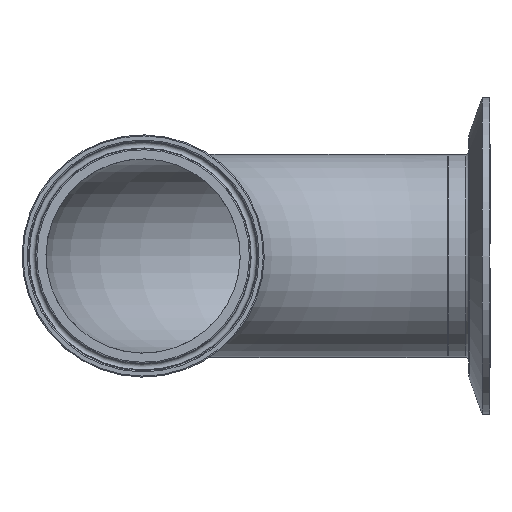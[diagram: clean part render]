
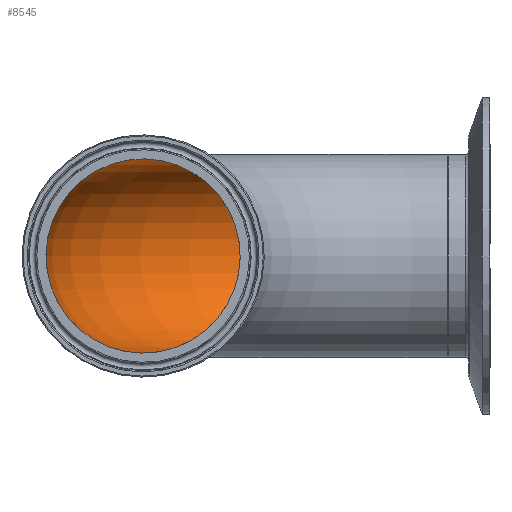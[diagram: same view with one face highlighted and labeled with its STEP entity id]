
A CAD part, front view. The second image highlights one B-rep face of the part: STEP entity #8545.
In plain terms, the highlighted toroidal (fillet/blend) face has major radius 114.3 mm and minor radius 36.449 mm.
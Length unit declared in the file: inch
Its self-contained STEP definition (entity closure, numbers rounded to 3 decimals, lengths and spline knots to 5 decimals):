
#137=CIRCLE('',#8946,1.435);
#138=CIRCLE('',#8947,1.435);
#139=CIRCLE('',#8948,3.065);
#140=CIRCLE('',#8949,1.435);
#141=CIRCLE('',#8950,1.435);
#1867=FACE_OUTER_BOUND('',#2382,.T.);
#2382=EDGE_LOOP('',(#7959,#7960,#7961,#7962,#7963,#7964));
#4054=VERTEX_POINT('',#19504);
#4055=VERTEX_POINT('',#19505);
#4056=VERTEX_POINT('',#19508);
#4057=VERTEX_POINT('',#19510);
#5360=EDGE_CURVE('',#4054,#4055,#137,.T.);
#5361=EDGE_CURVE('',#4055,#4054,#138,.T.);
#5362=EDGE_CURVE('',#4055,#4056,#139,.T.);
#5363=EDGE_CURVE('',#4057,#4056,#140,.T.);
#5364=EDGE_CURVE('',#4056,#4057,#141,.T.);
#7959=ORIENTED_EDGE('',*,*,#5360,.F.);
#7960=ORIENTED_EDGE('',*,*,#5361,.F.);
#7961=ORIENTED_EDGE('',*,*,#5362,.T.);
#7962=ORIENTED_EDGE('',*,*,#5363,.F.);
#7963=ORIENTED_EDGE('',*,*,#5364,.F.);
#7964=ORIENTED_EDGE('',*,*,#5362,.F.);
#8033=TOROIDAL_SURFACE('',#8945,4.5,1.435);
#8545=ADVANCED_FACE('',(#1867),#8033,.F.);
#8945=AXIS2_PLACEMENT_3D('',#19503,#10113,#10114);
#8946=AXIS2_PLACEMENT_3D('',#19506,#10115,#10116);
#8947=AXIS2_PLACEMENT_3D('',#19507,#10117,#10118);
#8948=AXIS2_PLACEMENT_3D('',#19509,#10119,#10120);
#8949=AXIS2_PLACEMENT_3D('',#19511,#10121,#10122);
#8950=AXIS2_PLACEMENT_3D('',#19512,#10123,#10124);
#10113=DIRECTION('center_axis',(0.,0.,-1.));
#10114=DIRECTION('ref_axis',(-1.,0.,0.));
#10115=DIRECTION('center_axis',(0.,1.,0.));
#10116=DIRECTION('ref_axis',(-1.,0.,0.));
#10117=DIRECTION('center_axis',(0.,1.,0.));
#10118=DIRECTION('ref_axis',(-1.,0.,0.));
#10119=DIRECTION('center_axis',(0.,0.,-1.));
#10120=DIRECTION('ref_axis',(-1.,0.,0.));
#10121=DIRECTION('center_axis',(-1.,0.,0.));
#10122=DIRECTION('ref_axis',(0.,1.,0.));
#10123=DIRECTION('center_axis',(-1.,0.,0.));
#10124=DIRECTION('ref_axis',(0.,1.,0.));
#19503=CARTESIAN_POINT('Origin',(4.5,0.,0.));
#19504=CARTESIAN_POINT('',(-1.435,0.,0.));
#19505=CARTESIAN_POINT('',(1.435,0.,0.));
#19506=CARTESIAN_POINT('Origin',(0.,0.,0.));
#19507=CARTESIAN_POINT('Origin',(0.,0.,0.));
#19508=CARTESIAN_POINT('',(4.5,3.065,0.));
#19509=CARTESIAN_POINT('Origin',(4.5,0.,0.));
#19510=CARTESIAN_POINT('',(4.5,5.935,0.));
#19511=CARTESIAN_POINT('Origin',(4.5,4.5,0.));
#19512=CARTESIAN_POINT('Origin',(4.5,4.5,0.));
